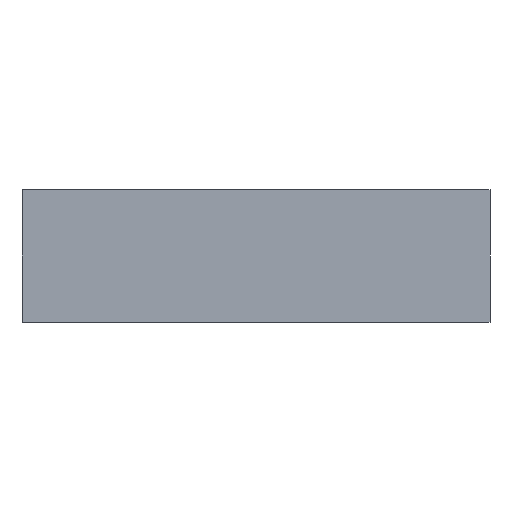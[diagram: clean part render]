
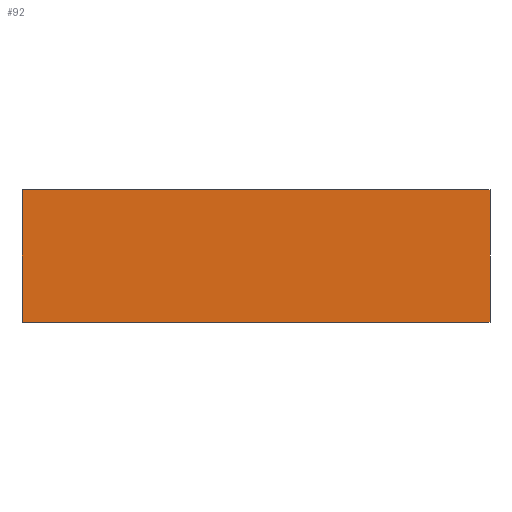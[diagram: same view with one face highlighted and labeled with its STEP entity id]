
A CAD part, front view. The second image highlights one B-rep face of the part: STEP entity #92.
In plain terms, the highlighted planar face has unit normal (0, -1, 0).
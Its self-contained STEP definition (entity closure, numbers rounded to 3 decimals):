
#3 = ORIENTED_EDGE ( 'NONE', *, *, #193, .T. ) ;
#11 = VERTEX_POINT ( 'NONE', #402 ) ;
#24 = VERTEX_POINT ( 'NONE', #241 ) ;
#49 = PLANE ( 'NONE',  #387 ) ;
#71 = CARTESIAN_POINT ( 'NONE',  ( 65.55, -123.149, 3. ) ) ;
#75 = LINE ( 'NONE', #306, #432 ) ;
#83 = VECTOR ( 'NONE', #361, 1000. ) ;
#92 = ADVANCED_FACE ( 'NONE', ( #110 ), #49, .F. ) ;
#110 = FACE_OUTER_BOUND ( 'NONE', #400, .T. ) ;
#126 = DIRECTION ( 'NONE',  ( 1., 0., 0. ) ) ;
#172 = EDGE_CURVE ( 'NONE', #11, #24, #411, .T. ) ;
#175 = VERTEX_POINT ( 'NONE', #506 ) ;
#193 = EDGE_CURVE ( 'NONE', #24, #364, #75, .T. ) ;
#200 = CARTESIAN_POINT ( 'NONE',  ( 65.55, -123.149, 3. ) ) ;
#241 = CARTESIAN_POINT ( 'NONE',  ( 65.55, -123.149, 0. ) ) ;
#242 = EDGE_CURVE ( 'NONE', #11, #175, #312, .T. ) ;
#248 = VECTOR ( 'NONE', #580, 1000. ) ;
#250 = DIRECTION ( 'NONE',  ( 0., 1., 0. ) ) ;
#295 = CARTESIAN_POINT ( 'NONE',  ( 76.152, -123.149, 3. ) ) ;
#302 = VECTOR ( 'NONE', #126, 1000. ) ;
#306 = CARTESIAN_POINT ( 'NONE',  ( 65.55, -123.149, 0. ) ) ;
#312 = LINE ( 'NONE', #71, #302 ) ;
#361 = DIRECTION ( 'NONE',  ( 0., 0., -1. ) ) ;
#364 = VERTEX_POINT ( 'NONE', #560 ) ;
#387 = AXIS2_PLACEMENT_3D ( 'NONE', #200, #250, #392 ) ;
#392 = DIRECTION ( 'NONE',  ( 0., 0., 1. ) ) ;
#400 = EDGE_LOOP ( 'NONE', ( #3, #468, #422, #403 ) ) ;
#402 = CARTESIAN_POINT ( 'NONE',  ( 65.55, -123.149, 3. ) ) ;
#403 = ORIENTED_EDGE ( 'NONE', *, *, #172, .T. ) ;
#411 = LINE ( 'NONE', #503, #83 ) ;
#422 = ORIENTED_EDGE ( 'NONE', *, *, #242, .F. ) ;
#432 = VECTOR ( 'NONE', #496, 1000. ) ;
#468 = ORIENTED_EDGE ( 'NONE', *, *, #544, .F. ) ;
#496 = DIRECTION ( 'NONE',  ( 1., 0., 0. ) ) ;
#503 = CARTESIAN_POINT ( 'NONE',  ( 65.55, -123.149, 3. ) ) ;
#506 = CARTESIAN_POINT ( 'NONE',  ( 76.152, -123.149, 3. ) ) ;
#544 = EDGE_CURVE ( 'NONE', #175, #364, #623, .T. ) ;
#560 = CARTESIAN_POINT ( 'NONE',  ( 76.152, -123.149, 0. ) ) ;
#580 = DIRECTION ( 'NONE',  ( 0., 0., -1. ) ) ;
#623 = LINE ( 'NONE', #295, #248 ) ;
